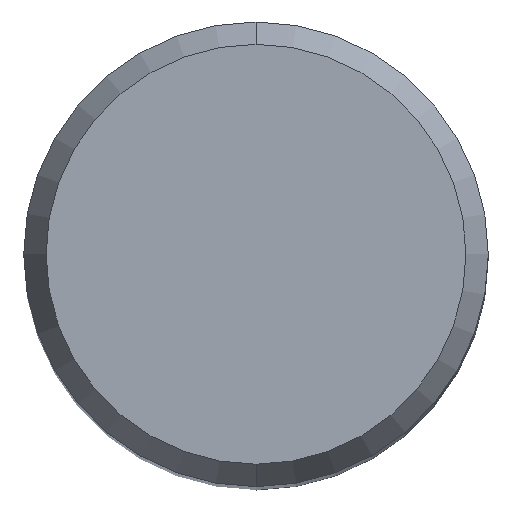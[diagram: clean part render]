
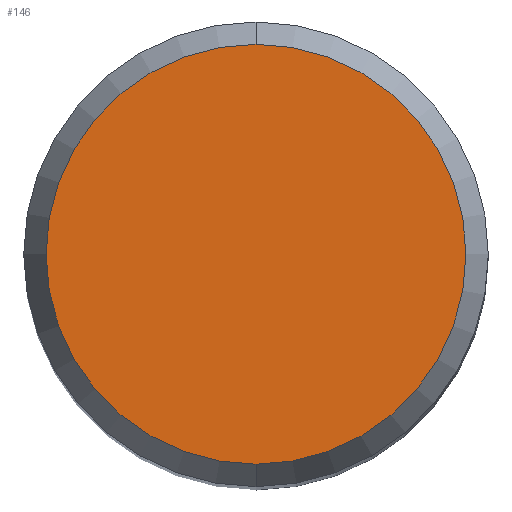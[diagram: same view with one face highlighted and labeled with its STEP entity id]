
A CAD part, top view. The second image highlights one B-rep face of the part: STEP entity #146.
In plain terms, the highlighted planar face has unit normal (0, 0, 1).
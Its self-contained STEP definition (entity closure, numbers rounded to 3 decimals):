
#98=EDGE_CURVE('',#184,#116,#239,.T.);
#100=EDGE_CURVE('',#116,#184,#241,.T.);
#116=VERTEX_POINT('',#258);
#146=ADVANCED_FACE('',(#291),#292,.T.);
#184=VERTEX_POINT('',#338);
#239=CIRCLE('',#389,4.304);
#241=CIRCLE('',#392,4.304);
#258=CARTESIAN_POINT('',(0.0,4.304,0.01));
#291=FACE_OUTER_BOUND('',#456,.T.);
#292=PLANE('',#457);
#338=CARTESIAN_POINT('',(0.,-4.304,0.01));
#389=AXIS2_PLACEMENT_3D('',#560,#561,#562);
#392=AXIS2_PLACEMENT_3D('',#563,#564,#565);
#456=EDGE_LOOP('',(#617,#618));
#457=AXIS2_PLACEMENT_3D('',#619,#620,#621);
#560=CARTESIAN_POINT('',(0.0,0.0,0.01));
#561=DIRECTION('',(0.0,0.0,-1.0));
#562=DIRECTION('',(0.0,1.0,0.0));
#563=CARTESIAN_POINT('',(0.0,0.0,0.01));
#564=DIRECTION('',(0.0,0.0,-1.0));
#565=DIRECTION('',(0.0,1.0,0.0));
#617=ORIENTED_EDGE('',*,*,#100,.F.);
#618=ORIENTED_EDGE('',*,*,#98,.F.);
#619=CARTESIAN_POINT('',(0.0,2.152,0.01));
#620=DIRECTION('',(-0.0,0.0,1.0));
#621=DIRECTION('',(0.0,-1.0,0.0));
